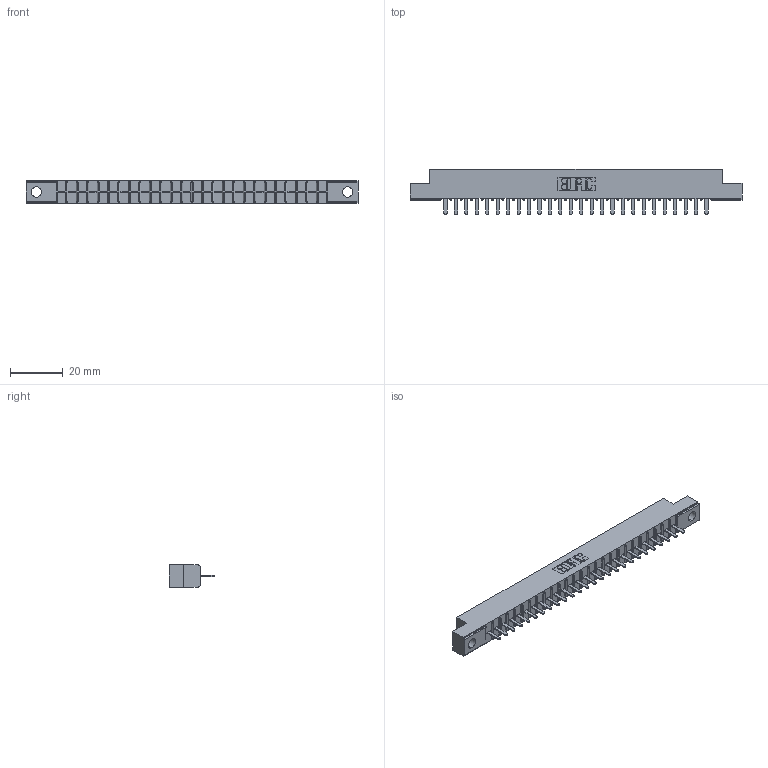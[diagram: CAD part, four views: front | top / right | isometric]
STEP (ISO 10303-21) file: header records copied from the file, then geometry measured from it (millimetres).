
FILE_DESCRIPTION (( 'STEP AP203' ), '1' );
FILE_NAME ('306-026-520-104.STEP', '2019-09-11T21:39:12', ( '' ), ( '' ), 'SwSTEP 2.0', 'SolidWorks 2016', '' );
FILE_SCHEMA (( 'CONFIG_CONTROL_DESIGN' ));
Length unit declared in the file: inch
Products named in the file (3): 306-290-001_120; 306 Part_.156 Dia; 306-026-520-104
Assembly tree (27 placements, depth 2):
  306-026-520-104
    306 Part_.156 Dia
    306-290-001_120  x26
Bounding box: 126.03 x 17.12 x 8.71 mm (x, y, z)
Volume: 8531.3 mm3; surface area: 12614.8 mm2
Topology: 27 solids, 27 shells, 1950 faces, 5474 edges, 3508 vertices
Faces by surface type: plane 1304, cylinder 542, sphere 104
Entity records: 26693 total; most frequent: CARTESIAN_POINT 4483, ORIENTED_EDGE 4440, DIRECTION 4414, EDGE_CURVE 2220, VECTOR 1736, LINE 1736, VERTEX_POINT 1408, AXIS2_PLACEMENT_3D 1339
